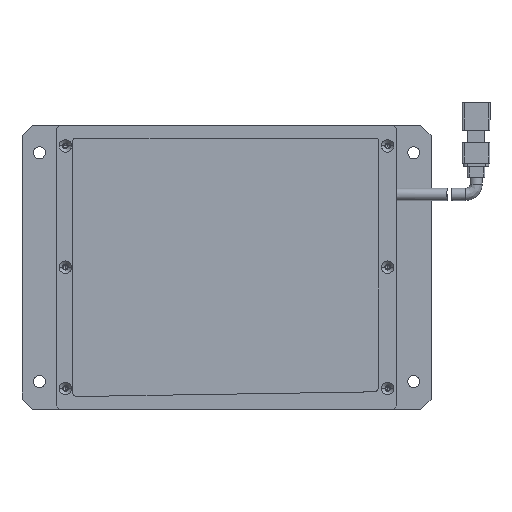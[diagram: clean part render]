
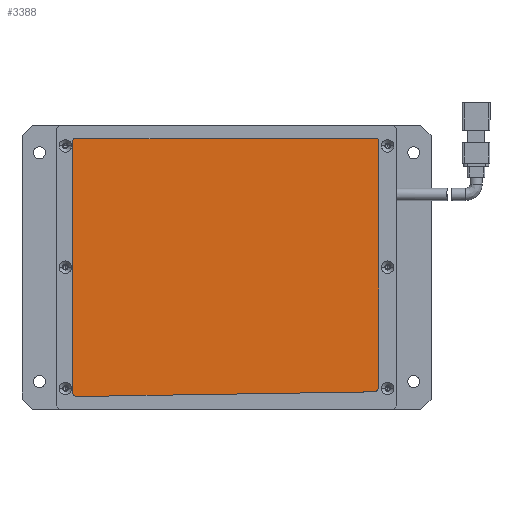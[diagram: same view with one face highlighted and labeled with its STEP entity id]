
A CAD part, top view. The second image highlights one B-rep face of the part: STEP entity #3388.
In plain terms, the highlighted planar face has unit normal (0, 0, 1).
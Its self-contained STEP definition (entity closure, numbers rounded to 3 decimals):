
#576 = CARTESIAN_POINT ( 'NONE',  ( 51.326, -29.554, 13.2 ) ) ;
#666 = CARTESIAN_POINT ( 'NONE',  ( -34.776, 41.922, 13.2 ) ) ;
#884 = DIRECTION ( 'NONE',  ( 1., 0., 0. ) ) ;
#1009 = EDGE_CURVE ( 'NONE', #11075, #10971, #9280, .T. ) ;
#1168 = DIRECTION ( 'NONE',  ( 0., 0., 1. ) ) ;
#1302 = CARTESIAN_POINT ( 'NONE',  ( -34.776, 41.401, 13.2 ) ) ;
#1921 = DIRECTION ( 'NONE',  ( 1., 0., 0. ) ) ;
#1963 = CARTESIAN_POINT ( 'NONE',  ( -35.335, -31.381, 13.2 ) ) ;
#2054 = ORIENTED_EDGE ( 'NONE', *, *, #14301, .T. ) ;
#2087 = VECTOR ( 'NONE', #7160, 1000. ) ;
#2220 = CARTESIAN_POINT ( 'NONE',  ( -34.776, 41.922, 13.2 ) ) ;
#2316 = ORIENTED_EDGE ( 'NONE', *, *, #14197, .T. ) ;
#2694 = ORIENTED_EDGE ( 'NONE', *, *, #16054, .T. ) ;
#2790 = CARTESIAN_POINT ( 'NONE',  ( -34.263, -31.381, 13.2 ) ) ;
#2868 = LINE ( 'NONE', #2220, #9674 ) ;
#3041 = CARTESIAN_POINT ( 'NONE',  ( -34.263, -31.381, 13.2 ) ) ;
#3188 = CARTESIAN_POINT ( 'NONE',  ( -35.297, -31.097, 13.2 ) ) ;
#3388 = ADVANCED_FACE ( 'NONE', ( #5734 ), #4821, .F. ) ;
#3404 = AXIS2_PLACEMENT_3D ( 'NONE', #5536, #14445, #6811 ) ;
#3502 = ORIENTED_EDGE ( 'NONE', *, *, #4760, .T. ) ;
#3915 = VECTOR ( 'NONE', #11547, 1000. ) ;
#3921 = CARTESIAN_POINT ( 'NONE',  ( -34.174, -32.449, 13.2 ) ) ;
#3958 = ORIENTED_EDGE ( 'NONE', *, *, #16768, .T. ) ;
#3993 = VERTEX_POINT ( 'NONE', #11107 ) ;
#4070 = DIRECTION ( 'NONE',  ( -1., 0., 0. ) ) ;
#4148 = DIRECTION ( 'NONE',  ( -1., 0., 0. ) ) ;
#4160 = DIRECTION ( 'NONE',  ( 0., 0., -1. ) ) ;
#4173 = CARTESIAN_POINT ( 'NONE',  ( -34.263, -31.381, 13.2 ) ) ;
#4329 = LINE ( 'NONE', #3921, #3915 ) ;
#4367 = DIRECTION ( 'NONE',  ( -1., 0., 0. ) ) ;
#4647 = AXIS2_PLACEMENT_3D ( 'NONE', #576, #9638, #1921 ) ;
#4760 = EDGE_CURVE ( 'NONE', #11542, #11479, #12802, .T. ) ;
#4821 = PLANE ( 'NONE',  #15420 ) ;
#4825 = CARTESIAN_POINT ( 'NONE',  ( 52.866, 41.351, 13.2 ) ) ;
#4926 = CIRCLE ( 'NONE', #3404, 0.477 ) ;
#5536 = CARTESIAN_POINT ( 'NONE',  ( 52.4, 41.453, 13.2 ) ) ;
#5734 = FACE_OUTER_BOUND ( 'NONE', #13982, .T. ) ;
#5851 = VECTOR ( 'NONE', #11914, 1000. ) ;
#5944 = CARTESIAN_POINT ( 'NONE',  ( 51.673, -31.097, 13.2 ) ) ;
#6063 = AXIS2_PLACEMENT_3D ( 'NONE', #1302, #1168, #884 ) ;
#6697 = CIRCLE ( 'NONE', #8532, 1.072 ) ;
#6811 = DIRECTION ( 'NONE',  ( -1., 0., 0. ) ) ;
#6910 = VERTEX_POINT ( 'NONE', #1963 ) ;
#6922 = ORIENTED_EDGE ( 'NONE', *, *, #14267, .T. ) ;
#7097 = EDGE_CURVE ( 'NONE', #10971, #11513, #9337, .T. ) ;
#7160 = DIRECTION ( 'NONE',  ( 0., -1., 0. ) ) ;
#7219 = ORIENTED_EDGE ( 'NONE', *, *, #13546, .T. ) ;
#8007 = ORIENTED_EDGE ( 'NONE', *, *, #1009, .T. ) ;
#8532 = AXIS2_PLACEMENT_3D ( 'NONE', #3041, #11983, #4367 ) ;
#8540 = ORIENTED_EDGE ( 'NONE', *, *, #7097, .T. ) ;
#8569 = CARTESIAN_POINT ( 'NONE',  ( 52.317, 41.922, 13.2 ) ) ;
#9280 = CIRCLE ( 'NONE', #6063, 0.521 ) ;
#9337 = LINE ( 'NONE', #12165, #2087 ) ;
#9638 = DIRECTION ( 'NONE',  ( 0., 0., 1. ) ) ;
#9674 = VECTOR ( 'NONE', #11168, 1000. ) ;
#9863 = CIRCLE ( 'NONE', #13743, 1.072 ) ;
#10971 = VERTEX_POINT ( 'NONE', #12088 ) ;
#11075 = VERTEX_POINT ( 'NONE', #666 ) ;
#11091 = VERTEX_POINT ( 'NONE', #8569 ) ;
#11107 = CARTESIAN_POINT ( 'NONE',  ( -34.174, -32.449, 13.2 ) ) ;
#11124 = VERTEX_POINT ( 'NONE', #4825 ) ;
#11168 = DIRECTION ( 'NONE',  ( -1., 0., 0. ) ) ;
#11479 = VERTEX_POINT ( 'NONE', #12124 ) ;
#11513 = VERTEX_POINT ( 'NONE', #3188 ) ;
#11542 = VERTEX_POINT ( 'NONE', #5944 ) ;
#11547 = DIRECTION ( 'NONE',  ( 1., 0.016, 0. ) ) ;
#11750 = DIRECTION ( 'NONE',  ( 0., 0., 1. ) ) ;
#11914 = DIRECTION ( 'NONE',  ( 0., 1., 0. ) ) ;
#11983 = DIRECTION ( 'NONE',  ( 0., 0., 1. ) ) ;
#12088 = CARTESIAN_POINT ( 'NONE',  ( -35.297, 41.401, 13.2 ) ) ;
#12124 = CARTESIAN_POINT ( 'NONE',  ( 52.866, -29.19, 13.2 ) ) ;
#12165 = CARTESIAN_POINT ( 'NONE',  ( -35.297, 41.401, 13.2 ) ) ;
#12198 = CARTESIAN_POINT ( 'NONE',  ( 52.866, 41.351, 13.2 ) ) ;
#12802 = CIRCLE ( 'NONE', #4647, 1.582 ) ;
#13546 = EDGE_CURVE ( 'NONE', #11091, #11075, #2868, .T. ) ;
#13743 = AXIS2_PLACEMENT_3D ( 'NONE', #2790, #11750, #4148 ) ;
#13982 = EDGE_LOOP ( 'NONE', ( #2054, #2316, #2694, #3502, #3958, #6922, #7219, #8007, #8540 ) ) ;
#14197 = EDGE_CURVE ( 'NONE', #6910, #3993, #9863, .T. ) ;
#14267 = EDGE_CURVE ( 'NONE', #11124, #11091, #4926, .T. ) ;
#14301 = EDGE_CURVE ( 'NONE', #11513, #6910, #6697, .T. ) ;
#14445 = DIRECTION ( 'NONE',  ( 0., 0., 1. ) ) ;
#15420 = AXIS2_PLACEMENT_3D ( 'NONE', #4173, #4160, #4070 ) ;
#15634 = LINE ( 'NONE', #12198, #5851 ) ;
#16054 = EDGE_CURVE ( 'NONE', #3993, #11542, #4329, .T. ) ;
#16768 = EDGE_CURVE ( 'NONE', #11479, #11124, #15634, .T. ) ;
